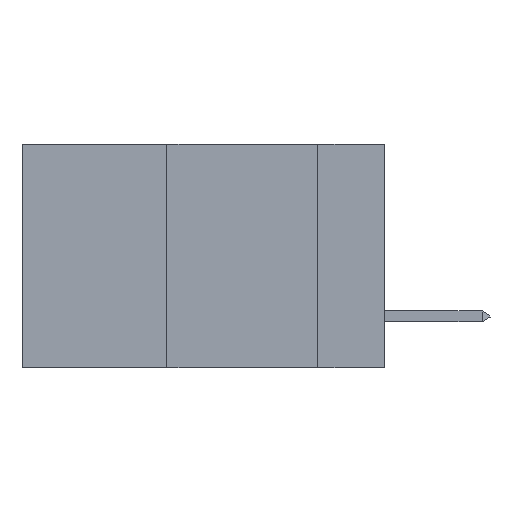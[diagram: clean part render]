
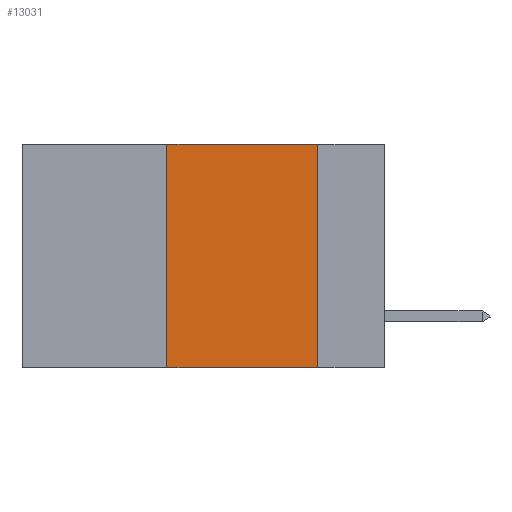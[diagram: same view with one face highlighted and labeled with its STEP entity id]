
A CAD part, left-side view. The second image highlights one B-rep face of the part: STEP entity #13031.
In plain terms, the highlighted planar face has unit normal (-1, 0, 0).
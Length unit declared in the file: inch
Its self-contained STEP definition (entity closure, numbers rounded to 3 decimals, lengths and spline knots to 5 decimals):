
#207 = VECTOR ( 'NONE', #33423, 39.37008 ) ;
#567 = CARTESIAN_POINT ( 'NONE',  ( 0., 0.6, 0. ) ) ;
#993 = DIRECTION ( 'NONE',  ( 0., 0., -1. ) ) ;
#999 = EDGE_LOOP ( 'NONE', ( #2147, #35832, #8174, #13992 ) ) ;
#1835 = DIRECTION ( 'NONE',  ( 0., -1., 0. ) ) ;
#2147 = ORIENTED_EDGE ( 'NONE', *, *, #28517, .F. ) ;
#2261 = VECTOR ( 'NONE', #1835, 39.37008 ) ;
#3165 = LINE ( 'NONE', #22035, #2261 ) ;
#3633 = CARTESIAN_POINT ( 'NONE',  ( 0., 0.11, -0.37 ) ) ;
#5588 = EDGE_CURVE ( 'NONE', #26547, #29401, #3165, .T. ) ;
#8132 = CARTESIAN_POINT ( 'NONE',  ( 0., 0.36, -0.37 ) ) ;
#8174 = ORIENTED_EDGE ( 'NONE', *, *, #37270, .F. ) ;
#9207 = VECTOR ( 'NONE', #37233, 39.37008 ) ;
#13031 = ADVANCED_FACE ( 'NONE', ( #14222 ), #26729, .F. ) ;
#13992 = ORIENTED_EDGE ( 'NONE', *, *, #5588, .T. ) ;
#14222 = FACE_OUTER_BOUND ( 'NONE', #999, .T. ) ;
#15397 = EDGE_CURVE ( 'NONE', #22393, #21120, #16013, .T. ) ;
#15490 = LINE ( 'NONE', #15976, #207 ) ;
#15613 = CARTESIAN_POINT ( 'NONE',  ( 0., 0.36, 0. ) ) ;
#15976 = CARTESIAN_POINT ( 'NONE',  ( 0., 0.11, 0. ) ) ;
#16013 = LINE ( 'NONE', #567, #33655 ) ;
#21120 = VERTEX_POINT ( 'NONE', #22338 ) ;
#22035 = CARTESIAN_POINT ( 'NONE',  ( 0., 0.6, -0.37 ) ) ;
#22338 = CARTESIAN_POINT ( 'NONE',  ( 0., 0.11, 0. ) ) ;
#22393 = VERTEX_POINT ( 'NONE', #15613 ) ;
#26547 = VERTEX_POINT ( 'NONE', #8132 ) ;
#26729 = PLANE ( 'NONE',  #33279 ) ;
#28465 = CARTESIAN_POINT ( 'NONE',  ( 0., 0.36, 0. ) ) ;
#28517 = EDGE_CURVE ( 'NONE', #21120, #29401, #15490, .T. ) ;
#29401 = VERTEX_POINT ( 'NONE', #3633 ) ;
#32296 = CARTESIAN_POINT ( 'NONE',  ( 0., 0.6, 0. ) ) ;
#32665 = DIRECTION ( 'NONE',  ( 1., 0., 0. ) ) ;
#33279 = AXIS2_PLACEMENT_3D ( 'NONE', #32296, #32665, #993 ) ;
#33423 = DIRECTION ( 'NONE',  ( 0., 0., -1. ) ) ;
#33655 = VECTOR ( 'NONE', #35262, 39.37008 ) ;
#35262 = DIRECTION ( 'NONE',  ( 0., -1., 0. ) ) ;
#35832 = ORIENTED_EDGE ( 'NONE', *, *, #15397, .F. ) ;
#37233 = DIRECTION ( 'NONE',  ( 0., 0., 1. ) ) ;
#37270 = EDGE_CURVE ( 'NONE', #26547, #22393, #37271, .T. ) ;
#37271 = LINE ( 'NONE', #28465, #9207 ) ;
